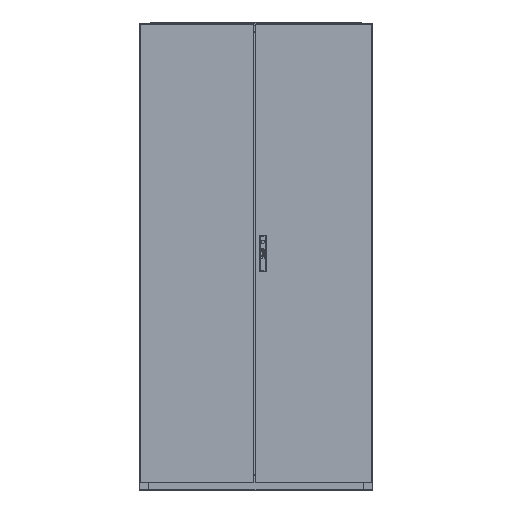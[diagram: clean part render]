
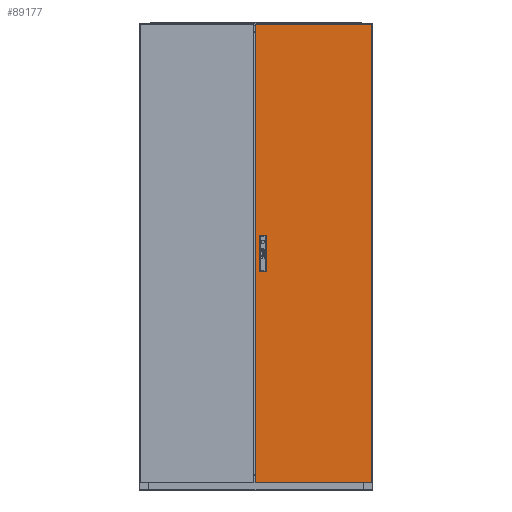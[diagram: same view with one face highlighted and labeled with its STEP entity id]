
A CAD part, top view. The second image highlights one B-rep face of the part: STEP entity #89177.
In plain terms, the highlighted planar face has unit normal (0, 0, 1).
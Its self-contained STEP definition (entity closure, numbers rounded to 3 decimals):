
#2260 = LINE ( 'NONE', #98607, #33191 ) ;
#7096 = EDGE_CURVE ( 'NONE', #70604, #133984, #41056, .T. ) ;
#8161 = CARTESIAN_POINT ( 'NONE',  ( -233.2, 78.5, 0. ) ) ;
#10370 = AXIS2_PLACEMENT_3D ( 'NONE', #138734, #23514, #104234 ) ;
#10496 = EDGE_CURVE ( 'NONE', #37221, #70604, #124829, .T. ) ;
#15092 = VERTEX_POINT ( 'NONE', #131918 ) ;
#15322 = VERTEX_POINT ( 'NONE', #8161 ) ;
#16940 = DIRECTION ( 'NONE',  ( 0., -1., 0. ) ) ;
#17803 = DIRECTION ( 'NONE',  ( 0., -1., 0. ) ) ;
#22336 = CARTESIAN_POINT ( 'NONE',  ( -233.2, -78.5, 0. ) ) ;
#23514 = DIRECTION ( 'NONE',  ( 0., 0., 1. ) ) ;
#25396 = ORIENTED_EDGE ( 'NONE', *, *, #7096, .T. ) ;
#26776 = CARTESIAN_POINT ( 'NONE',  ( -202.8, -78.5, 0. ) ) ;
#28306 = ORIENTED_EDGE ( 'NONE', *, *, #93487, .F. ) ;
#28778 = FACE_OUTER_BOUND ( 'NONE', #74409, .T. ) ;
#29143 = CARTESIAN_POINT ( 'NONE',  ( -250., 983.5, 0. ) ) ;
#33191 = VECTOR ( 'NONE', #17803, 1000. ) ;
#35104 = CARTESIAN_POINT ( 'NONE',  ( -250., -983.5, 0. ) ) ;
#37221 = VERTEX_POINT ( 'NONE', #142120 ) ;
#37244 = EDGE_CURVE ( 'NONE', #118525, #37221, #115928, .T. ) ;
#38055 = ORIENTED_EDGE ( 'NONE', *, *, #45632, .T. ) ;
#38436 = VECTOR ( 'NONE', #79625, 1000. ) ;
#41056 = LINE ( 'NONE', #111320, #68093 ) ;
#45632 = EDGE_CURVE ( 'NONE', #15092, #88219, #69048, .T. ) ;
#52968 = EDGE_CURVE ( 'NONE', #15322, #55835, #2260, .T. ) ;
#54446 = VECTOR ( 'NONE', #143146, 1000. ) ;
#55835 = VERTEX_POINT ( 'NONE', #73534 ) ;
#55978 = VECTOR ( 'NONE', #64260, 1000. ) ;
#57834 = PLANE ( 'NONE',  #10370 ) ;
#62200 = CARTESIAN_POINT ( 'NONE',  ( -250., -983.5, 0. ) ) ;
#64260 = DIRECTION ( 'NONE',  ( 1., 0., 0. ) ) ;
#65694 = CARTESIAN_POINT ( 'NONE',  ( 250., 983.5, 0. ) ) ;
#68093 = VECTOR ( 'NONE', #123013, 1000. ) ;
#68234 = DIRECTION ( 'NONE',  ( 1., 0., 0. ) ) ;
#69048 = LINE ( 'NONE', #148451, #38436 ) ;
#70604 = VERTEX_POINT ( 'NONE', #125031 ) ;
#71089 = ORIENTED_EDGE ( 'NONE', *, *, #52968, .F. ) ;
#73534 = CARTESIAN_POINT ( 'NONE',  ( -233.2, -78.5, 0. ) ) ;
#74409 = EDGE_LOOP ( 'NONE', ( #138592, #25396, #82505, #106902 ) ) ;
#75036 = CARTESIAN_POINT ( 'NONE',  ( -250., 983.5, 0. ) ) ;
#79625 = DIRECTION ( 'NONE',  ( 0., -1., 0. ) ) ;
#82505 = ORIENTED_EDGE ( 'NONE', *, *, #86480, .T. ) ;
#86480 = EDGE_CURVE ( 'NONE', #133984, #118525, #127816, .T. ) ;
#88219 = VERTEX_POINT ( 'NONE', #26776 ) ;
#89177 = ADVANCED_FACE ( 'NONE', ( #28778, #148185 ), #57834, .T. ) ;
#89480 = ORIENTED_EDGE ( 'NONE', *, *, #125438, .T. ) ;
#93429 = VECTOR ( 'NONE', #68234, 1000. ) ;
#93487 = EDGE_CURVE ( 'NONE', #55835, #88219, #131529, .T. ) ;
#93976 = VECTOR ( 'NONE', #100505, 1000. ) ;
#98607 = CARTESIAN_POINT ( 'NONE',  ( -233.2, 0., 0. ) ) ;
#100505 = DIRECTION ( 'NONE',  ( 0., 1., 0. ) ) ;
#104234 = DIRECTION ( 'NONE',  ( 1., 0., 0. ) ) ;
#106902 = ORIENTED_EDGE ( 'NONE', *, *, #37244, .T. ) ;
#111267 = CARTESIAN_POINT ( 'NONE',  ( -233.2, 78.5, 0. ) ) ;
#111320 = CARTESIAN_POINT ( 'NONE',  ( -250., 983.5, 0. ) ) ;
#115928 = LINE ( 'NONE', #62200, #54446 ) ;
#118525 = VERTEX_POINT ( 'NONE', #35104 ) ;
#123013 = DIRECTION ( 'NONE',  ( -1., 0., 0. ) ) ;
#124190 = VECTOR ( 'NONE', #16940, 1000. ) ;
#124829 = LINE ( 'NONE', #65694, #93976 ) ;
#125031 = CARTESIAN_POINT ( 'NONE',  ( 250., 983.5, 0. ) ) ;
#125438 = EDGE_CURVE ( 'NONE', #15322, #15092, #144595, .T. ) ;
#127816 = LINE ( 'NONE', #75036, #124190 ) ;
#131529 = LINE ( 'NONE', #22336, #93429 ) ;
#131918 = CARTESIAN_POINT ( 'NONE',  ( -202.8, 78.5, 0. ) ) ;
#132777 = EDGE_LOOP ( 'NONE', ( #71089, #89480, #38055, #28306 ) ) ;
#133984 = VERTEX_POINT ( 'NONE', #29143 ) ;
#138592 = ORIENTED_EDGE ( 'NONE', *, *, #10496, .T. ) ;
#138734 = CARTESIAN_POINT ( 'NONE',  ( 0., 0., 0. ) ) ;
#142120 = CARTESIAN_POINT ( 'NONE',  ( 250., -983.5, 0. ) ) ;
#143146 = DIRECTION ( 'NONE',  ( 1., 0., 0. ) ) ;
#144595 = LINE ( 'NONE', #111267, #55978 ) ;
#148185 = FACE_BOUND ( 'NONE', #132777, .T. ) ;
#148451 = CARTESIAN_POINT ( 'NONE',  ( -202.8, 0., 0. ) ) ;
